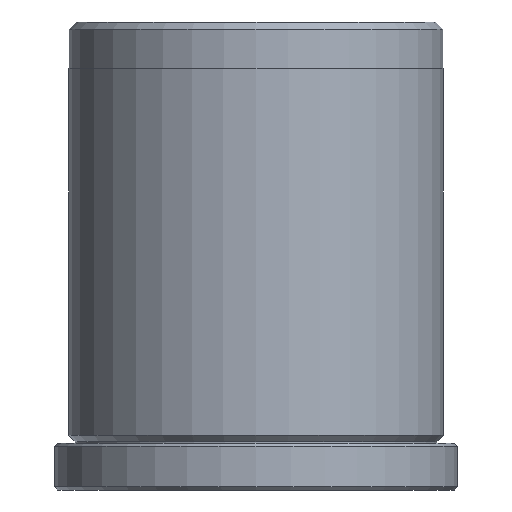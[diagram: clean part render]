
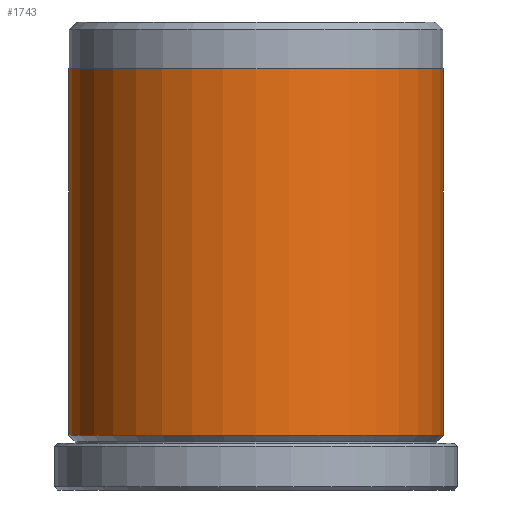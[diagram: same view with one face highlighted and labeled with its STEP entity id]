
A CAD part, front view. The second image highlights one B-rep face of the part: STEP entity #1743.
In plain terms, the highlighted cylindrical face has radius 12 mm (diameter 24 mm), a partial arc.
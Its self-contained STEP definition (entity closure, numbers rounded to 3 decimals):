
#13 = EDGE_CURVE ( 'NONE', #760, #729, #1066, .T. ) ;
#193 = ORIENTED_EDGE ( 'NONE', *, *, #612, .F. ) ;
#215 = VECTOR ( 'NONE', #395, 1000. ) ;
#371 = CARTESIAN_POINT ( 'NONE',  ( 12., 0., 27. ) ) ;
#374 = CIRCLE ( 'NONE', #2492, 12. ) ;
#395 = DIRECTION ( 'NONE',  ( 0., 0., -1. ) ) ;
#443 = ORIENTED_EDGE ( 'NONE', *, *, #474, .F. ) ;
#474 = EDGE_CURVE ( 'NONE', #1611, #760, #374, .T. ) ;
#612 = EDGE_CURVE ( 'NONE', #729, #1179, #1633, .T. ) ;
#616 = EDGE_LOOP ( 'NONE', ( #2102, #443, #2501, #193 ) ) ;
#686 = CARTESIAN_POINT ( 'NONE',  ( 12., 0., 3.5 ) ) ;
#729 = VERTEX_POINT ( 'NONE', #686 ) ;
#751 = CARTESIAN_POINT ( 'NONE',  ( -12., 0., 30. ) ) ;
#760 = VERTEX_POINT ( 'NONE', #371 ) ;
#869 = CARTESIAN_POINT ( 'NONE',  ( 0., 0., 30. ) ) ;
#949 = DIRECTION ( 'NONE',  ( -1., 0., 0. ) ) ;
#959 = DIRECTION ( 'NONE',  ( 0., 0., -1. ) ) ;
#965 = CARTESIAN_POINT ( 'NONE',  ( 0., 0., 3.5 ) ) ;
#1039 = AXIS2_PLACEMENT_3D ( 'NONE', #965, #959, #949 ) ;
#1066 = LINE ( 'NONE', #1214, #2034 ) ;
#1171 = DIRECTION ( 'NONE',  ( 0., 0., -1. ) ) ;
#1179 = VERTEX_POINT ( 'NONE', #2266 ) ;
#1211 = AXIS2_PLACEMENT_3D ( 'NONE', #869, #1258, #2029 ) ;
#1214 = CARTESIAN_POINT ( 'NONE',  ( 12., 0., 30. ) ) ;
#1220 = CARTESIAN_POINT ( 'NONE',  ( -12., 0., 27. ) ) ;
#1258 = DIRECTION ( 'NONE',  ( 0., 0., -1. ) ) ;
#1345 = EDGE_CURVE ( 'NONE', #1611, #1179, #1861, .T. ) ;
#1611 = VERTEX_POINT ( 'NONE', #1220 ) ;
#1633 = CIRCLE ( 'NONE', #1039, 12. ) ;
#1681 = DIRECTION ( 'NONE',  ( 1., 0., 0. ) ) ;
#1692 = DIRECTION ( 'NONE',  ( 0., 0., 1. ) ) ;
#1699 = CARTESIAN_POINT ( 'NONE',  ( 0., 0., 27. ) ) ;
#1736 = CYLINDRICAL_SURFACE ( 'NONE', #1211, 12. ) ;
#1743 = ADVANCED_FACE ( 'NONE', ( #2312 ), #1736, .T. ) ;
#1861 = LINE ( 'NONE', #751, #215 ) ;
#2029 = DIRECTION ( 'NONE',  ( -1., 0., 0. ) ) ;
#2034 = VECTOR ( 'NONE', #1171, 1000. ) ;
#2102 = ORIENTED_EDGE ( 'NONE', *, *, #13, .F. ) ;
#2266 = CARTESIAN_POINT ( 'NONE',  ( -12., 0., 3.5 ) ) ;
#2312 = FACE_OUTER_BOUND ( 'NONE', #616, .T. ) ;
#2492 = AXIS2_PLACEMENT_3D ( 'NONE', #1699, #1692, #1681 ) ;
#2501 = ORIENTED_EDGE ( 'NONE', *, *, #1345, .T. ) ;
